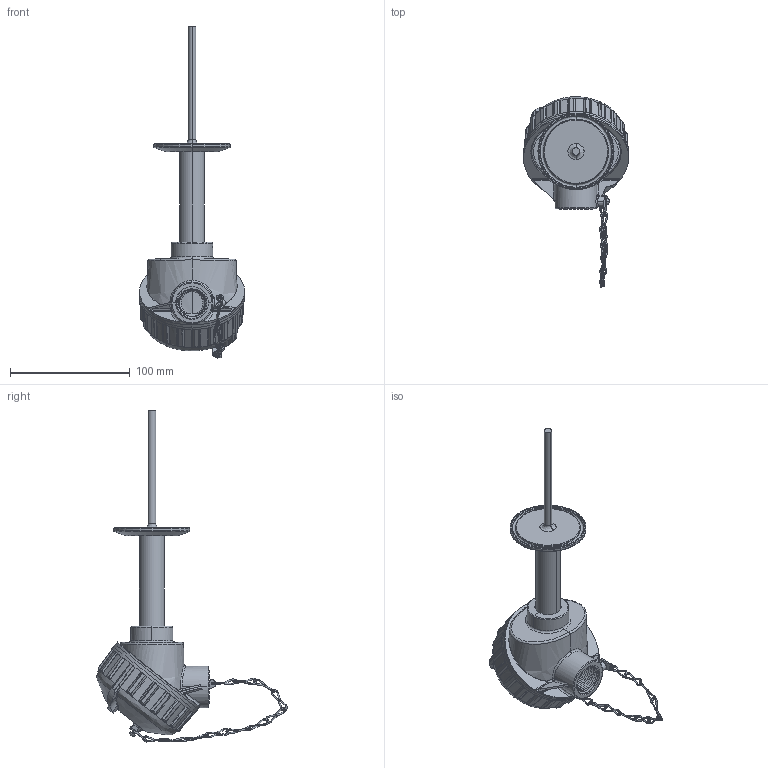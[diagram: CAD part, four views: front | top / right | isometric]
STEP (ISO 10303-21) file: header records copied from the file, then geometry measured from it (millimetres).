
FILE_DESCRIPTION (( 'STEP AP203' ), '1' );
FILE_NAME ('RTD1-S04-02.STEP', '2020-08-17T14:55:17', ( '' ), ( '' ), 'SwSTEP 2.0', 'SolidWorks 2019', '' );
FILE_SCHEMA (( 'CONFIG_CONTROL_DESIGN' ));
Length unit declared in the file: inch
Products named in the file (1): RTD1-S04-02
Bounding box: 87.63 x 158.92 x 276.93 mm (x, y, z)
Volume: 454497.7 mm3; surface area: 75274.5 mm2
Topology: 23 solids, 23 shells, 1219 faces, 3096 edges, 1926 vertices
Faces by surface type: bspline 763, cylinder 209, plane 155, cone 84, torus 8
Entity records: 68753 total; most frequent: CARTESIAN_POINT 44489, ORIENTED_EDGE 6168, DIRECTION 3175, EDGE_CURVE 3084, VERTEX_POINT 1926, B_SPLINE_CURVE_WITH_KNOTS 1555, EDGE_LOOP 1252, AXIS2_PLACEMENT_3D 1225
